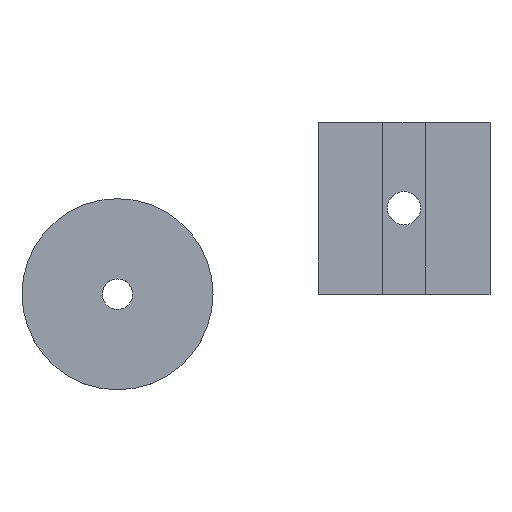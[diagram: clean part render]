
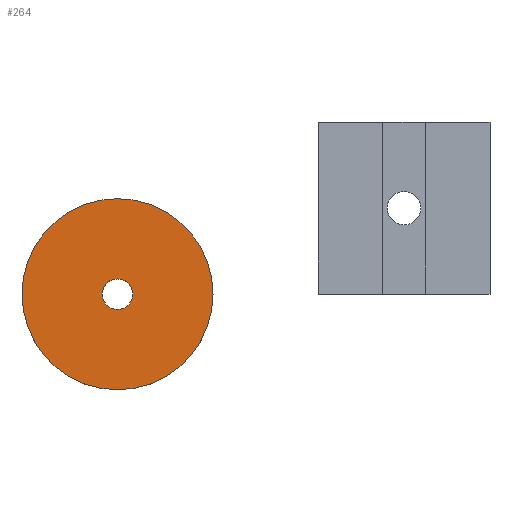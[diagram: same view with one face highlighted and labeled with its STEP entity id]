
A CAD part, top view. The second image highlights one B-rep face of the part: STEP entity #264.
In plain terms, the highlighted planar face has unit normal (0, 0, 1).
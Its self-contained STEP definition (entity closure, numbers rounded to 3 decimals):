
#22=FACE_BOUND('',#61,.T.);
#26=CIRCLE('',#295,1.6);
#28=CIRCLE('',#298,10.);
#43=FACE_OUTER_BOUND('',#60,.T.);
#60=EDGE_LOOP('',(#235));
#61=EDGE_LOOP('',(#236));
#136=VERTEX_POINT('',#431);
#138=VERTEX_POINT('',#437);
#167=EDGE_CURVE('',#136,#136,#26,.T.);
#170=EDGE_CURVE('',#138,#138,#28,.T.);
#235=ORIENTED_EDGE('',*,*,#170,.T.);
#236=ORIENTED_EDGE('',*,*,#167,.T.);
#249=PLANE('',#300);
#264=ADVANCED_FACE('',(#43,#22),#249,.T.);
#295=AXIS2_PLACEMENT_3D('',#432,#357,#358);
#298=AXIS2_PLACEMENT_3D('',#438,#364,#365);
#300=AXIS2_PLACEMENT_3D('',#442,#369,#370);
#357=DIRECTION('center_axis',(0.,0.,-1.));
#358=DIRECTION('ref_axis',(1.,0.,0.));
#364=DIRECTION('center_axis',(0.,0.,1.));
#365=DIRECTION('ref_axis',(1.,0.,0.));
#369=DIRECTION('center_axis',(0.,0.,1.));
#370=DIRECTION('ref_axis',(1.,0.,0.));
#431=CARTESIAN_POINT('',(-1.6,0.,2.));
#432=CARTESIAN_POINT('Origin',(0.,0.,2.));
#437=CARTESIAN_POINT('',(-10.,0.,2.));
#438=CARTESIAN_POINT('Origin',(0.,0.,2.));
#442=CARTESIAN_POINT('Origin',(0.,0.,2.));
